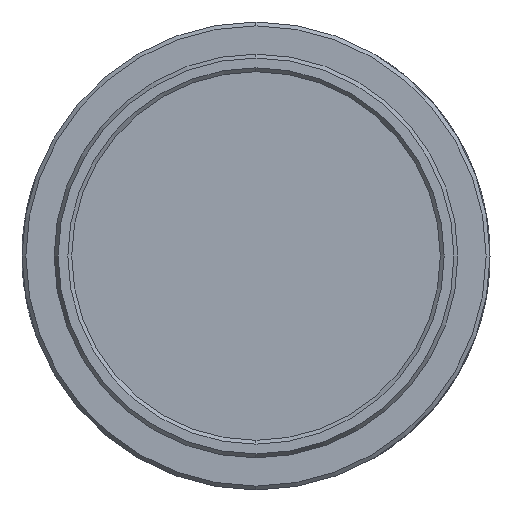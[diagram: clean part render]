
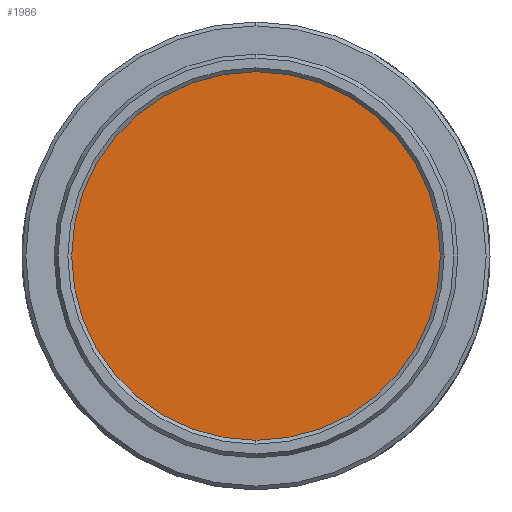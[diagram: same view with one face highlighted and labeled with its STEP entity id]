
A CAD part, left-side view. The second image highlights one B-rep face of the part: STEP entity #1986.
In plain terms, the highlighted planar face has unit normal (-1, 0, 0).
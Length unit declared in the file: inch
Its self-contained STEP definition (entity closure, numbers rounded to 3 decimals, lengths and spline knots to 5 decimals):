
#1588 = CARTESIAN_POINT ( 'NONE',  ( -0.14, 0., 0. ) ) ;
#1986 = ADVANCED_FACE ( 'NONE', ( #8960 ), #10121, .F. ) ;
#2747 = DIRECTION ( 'NONE',  ( 0., 0., -1. ) ) ;
#3006 = CIRCLE ( 'NONE', #7136, 0.5 ) ;
#3090 = EDGE_LOOP ( 'NONE', ( #3973, #11118 ) ) ;
#3922 = CARTESIAN_POINT ( 'NONE',  ( -0.14, 0., 0.5 ) ) ;
#3973 = ORIENTED_EDGE ( 'NONE', *, *, #6348, .F. ) ;
#4316 = CARTESIAN_POINT ( 'NONE',  ( -0.14, 0., 0. ) ) ;
#4762 = VERTEX_POINT ( 'NONE', #3922 ) ;
#5032 = EDGE_CURVE ( 'NONE', #4762, #12780, #8848, .T. ) ;
#6050 = DIRECTION ( 'NONE',  ( 1., 0., 0. ) ) ;
#6348 = EDGE_CURVE ( 'NONE', #12780, #4762, #3006, .T. ) ;
#6644 = CARTESIAN_POINT ( 'NONE',  ( -0.14, 0., -0.5 ) ) ;
#6656 = DIRECTION ( 'NONE',  ( 1., 0., 0. ) ) ;
#7136 = AXIS2_PLACEMENT_3D ( 'NONE', #1588, #9735, #2747 ) ;
#8848 = CIRCLE ( 'NONE', #13927, 0.5 ) ;
#8960 = FACE_OUTER_BOUND ( 'NONE', #3090, .T. ) ;
#9735 = DIRECTION ( 'NONE',  ( 1., 0., 0. ) ) ;
#10121 = PLANE ( 'NONE',  #13519 ) ;
#11118 = ORIENTED_EDGE ( 'NONE', *, *, #5032, .F. ) ;
#12780 = VERTEX_POINT ( 'NONE', #6644 ) ;
#12991 = CARTESIAN_POINT ( 'NONE',  ( -0.14, 0., 0. ) ) ;
#13519 = AXIS2_PLACEMENT_3D ( 'NONE', #4316, #6656, #14743 ) ;
#13927 = AXIS2_PLACEMENT_3D ( 'NONE', #12991, #6050, #14147 ) ;
#14147 = DIRECTION ( 'NONE',  ( 0., 0., -1. ) ) ;
#14743 = DIRECTION ( 'NONE',  ( 0., 0., -1. ) ) ;
